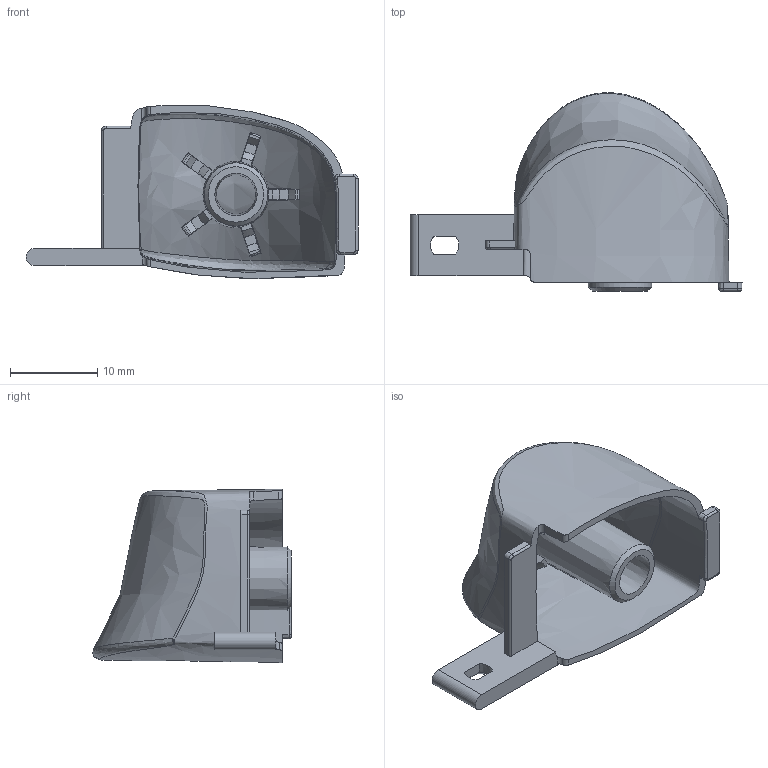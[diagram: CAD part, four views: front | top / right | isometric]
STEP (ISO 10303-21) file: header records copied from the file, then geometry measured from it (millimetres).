
FILE_DESCRIPTION(/* description */ (''),/* implementation_level */ '2;1');
FILE_NAME(/* name */ 'HHL Ergo Trigger L.step',/* time_stamp */ '2023-01-30T13:27:14-08:00',/* author */ (''),/* organization */ (''),/* preprocessor_version */ 'ST-DEVELOPER v19.2',/* originating_system */ 'Autodesk Translation Framework v11.17.0.187',/* authorisation */ '');
FILE_SCHEMA (('AUTOMOTIVE_DESIGN { 1 0 10303 214 3 1 1 }'));
Length unit declared in the file: millimetre
Products named in the file (1): Trigger Ergonomic R v3(Mirror)
Bounding box: 38.02 x 22.71 x 19.86 mm (x, y, z)
Volume: 2140.2 mm3; surface area: 4215.6 mm2
Topology: 1 solids, 1 shells, 123 faces, 387 edges, 259 vertices
Faces by surface type: plane 46, cone 32, bspline 27, cylinder 13, torus 5
Entity records: 11089 total; most frequent: CARTESIAN_POINT 8168, ORIENTED_EDGE 756, DIRECTION 432, EDGE_CURVE 378, VERTEX_POINT 259, AXIS2_PLACEMENT_3D 177, B_SPLINE_CURVE_WITH_KNOTS 146, EDGE_LOOP 127
